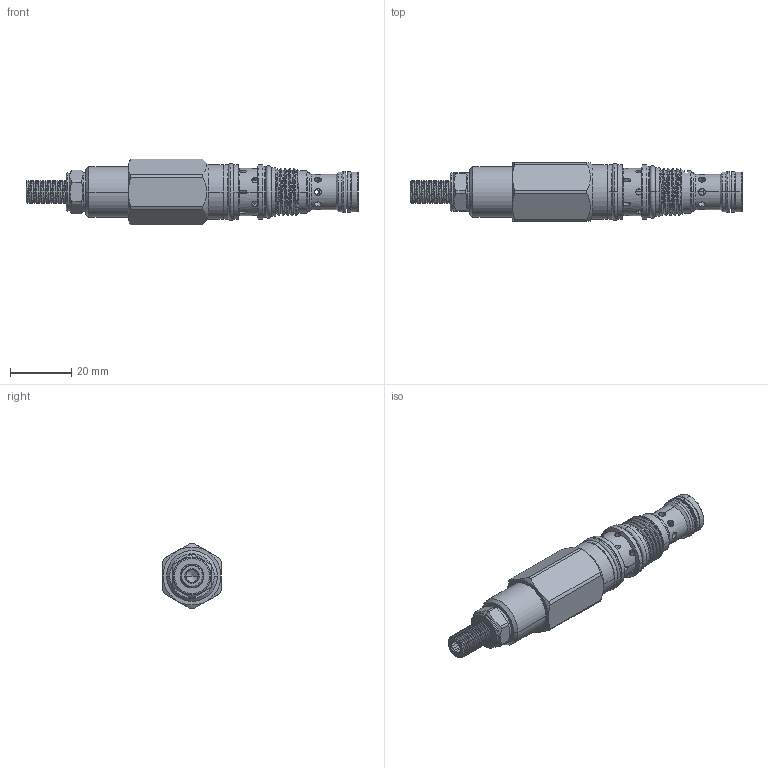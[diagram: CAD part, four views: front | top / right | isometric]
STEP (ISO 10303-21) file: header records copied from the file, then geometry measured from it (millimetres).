
FILE_DESCRIPTION (( 'STEP AP203' ), '1' );
FILE_NAME ('PD163A30-L.STEP', '2020-12-02T02:46:16', ( '' ), ( '' ), 'SwSTEP 2.0', 'SolidWorks 2018', '' );
FILE_SCHEMA (( 'CONFIG_CONTROL_DESIGN' ));
Length unit declared in the file: millimetre
Products named in the file (1): PD163A30-L
Bounding box: 108.6 x 19.05 x 21.4 mm (x, y, z)
Volume: 20414.3 mm3; surface area: 8884 mm2
Topology: 7 solids, 10 shells, 361 faces, 921 edges, 581 vertices
Faces by surface type: cylinder 215, plane 66, cone 49, torus 27, bspline 4
Entity records: 19353 total; most frequent: CARTESIAN_POINT 10915, ORIENTED_EDGE 1838, DIRECTION 1657, EDGE_CURVE 919, AXIS2_PLACEMENT_3D 684, VERTEX_POINT 581, EDGE_LOOP 410, ADVANCED_FACE 361
